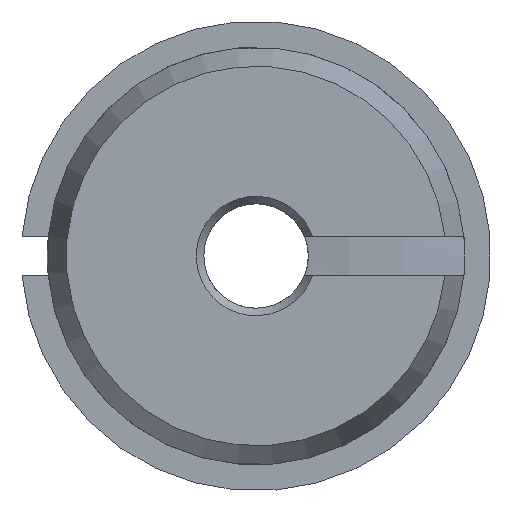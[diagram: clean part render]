
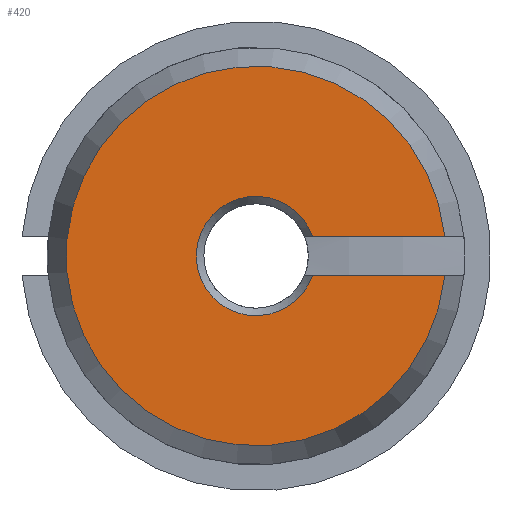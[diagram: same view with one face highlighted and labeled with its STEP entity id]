
A CAD part, left-side view. The second image highlights one B-rep face of the part: STEP entity #420.
In plain terms, the highlighted planar face has unit normal (-1, 0, 0).
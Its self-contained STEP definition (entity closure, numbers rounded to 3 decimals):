
#21 = ORIENTED_EDGE ( 'NONE', *, *, #30, .T. ) ;
#30 = EDGE_CURVE ( 'NONE', #370, #270, #493, .T. ) ;
#53 = CARTESIAN_POINT ( 'NONE',  ( -37., 7.272, 0. ) ) ;
#76 = CARTESIAN_POINT ( 'NONE',  ( -37., -7.233, 0.75 ) ) ;
#80 = ORIENTED_EDGE ( 'NONE', *, *, #313, .T. ) ;
#84 = CARTESIAN_POINT ( 'NONE',  ( -37., 0., 0. ) ) ;
#105 = CARTESIAN_POINT ( 'NONE',  ( -37., 7.272, 0.75 ) ) ;
#107 = EDGE_LOOP ( 'NONE', ( #80, #21, #609, #123 ) ) ;
#120 = CIRCLE ( 'NONE', #520, 7.272 ) ;
#123 = ORIENTED_EDGE ( 'NONE', *, *, #457, .F. ) ;
#170 = VERTEX_POINT ( 'NONE', #76 ) ;
#174 = DIRECTION ( 'NONE',  ( 0., 0., 1. ) ) ;
#223 = CARTESIAN_POINT ( 'NONE',  ( -37., -7.233, -0.75 ) ) ;
#230 = AXIS2_PLACEMENT_3D ( 'NONE', #84, #543, #174 ) ;
#238 = DIRECTION ( 'NONE',  ( 0., 1., 0. ) ) ;
#245 = DIRECTION ( 'NONE',  ( 0., 0., -1. ) ) ;
#257 = EDGE_CURVE ( 'NONE', #496, #270, #268, .T. ) ;
#268 = CIRCLE ( 'NONE', #230, 2.289 ) ;
#270 = VERTEX_POINT ( 'NONE', #498 ) ;
#288 = DIRECTION ( 'NONE',  ( 1., 0., 0. ) ) ;
#313 = EDGE_CURVE ( 'NONE', #170, #370, #120, .T. ) ;
#322 = CARTESIAN_POINT ( 'NONE',  ( -37., 0., 0. ) ) ;
#367 = DIRECTION ( 'NONE',  ( -1., 0., 0. ) ) ;
#370 = VERTEX_POINT ( 'NONE', #223 ) ;
#406 = VECTOR ( 'NONE', #238, 1000. ) ;
#414 = FACE_OUTER_BOUND ( 'NONE', #107, .T. ) ;
#420 = ADVANCED_FACE ( 'NONE', ( #414 ), #463, .F. ) ;
#456 = DIRECTION ( 'NONE',  ( 0., 0., 1. ) ) ;
#457 = EDGE_CURVE ( 'NONE', #170, #496, #475, .T. ) ;
#461 = CARTESIAN_POINT ( 'NONE',  ( -37., 7.272, -0.75 ) ) ;
#463 = PLANE ( 'NONE',  #464 ) ;
#464 = AXIS2_PLACEMENT_3D ( 'NONE', #53, #288, #245 ) ;
#475 = LINE ( 'NONE', #105, #526 ) ;
#493 = LINE ( 'NONE', #461, #406 ) ;
#496 = VERTEX_POINT ( 'NONE', #532 ) ;
#498 = CARTESIAN_POINT ( 'NONE',  ( -37., -2.162, -0.75 ) ) ;
#520 = AXIS2_PLACEMENT_3D ( 'NONE', #322, #367, #456 ) ;
#526 = VECTOR ( 'NONE', #568, 1000. ) ;
#532 = CARTESIAN_POINT ( 'NONE',  ( -37., -2.162, 0.75 ) ) ;
#543 = DIRECTION ( 'NONE',  ( -1., 0., 0. ) ) ;
#568 = DIRECTION ( 'NONE',  ( 0., 1., 0. ) ) ;
#609 = ORIENTED_EDGE ( 'NONE', *, *, #257, .F. ) ;
